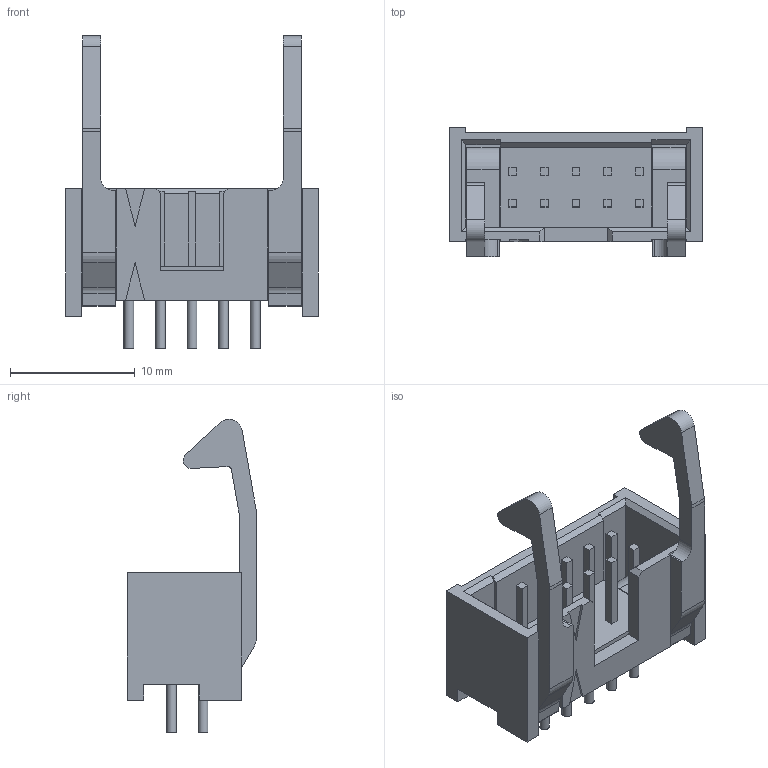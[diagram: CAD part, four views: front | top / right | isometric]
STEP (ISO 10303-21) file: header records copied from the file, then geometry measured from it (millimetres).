
FILE_DESCRIPTION(/* description */ (''),/* implementation_level */ '2;1');
FILE_NAME(/* name */ 'TYCO_2-1761606-3.stp',/* time_stamp */ '2017-08-07T16:03:07+02:00',/* author */ ('jchouvet'),/* organization */ ('Open CASCADE'),/* preprocessor_version */ 'ST-DEVELOPER v16.1',/* originating_system */ 'AutoCAD Mechanical',/* authorisation */ 'Unknown');
FILE_SCHEMA (('AUTOMOTIVE_DESIGN { 1 0 10303 214 3 1 1 }'));
Length unit declared in the file: millimetre
Products named in the file (1): Product
Bounding box: 20.32 x 10.41 x 25.14 mm (x, y, z)
Volume: 982.3 mm3; surface area: 1951.5 mm2
Topology: 23 solids, 23 shells, 220 faces, 526 edges, 348 vertices
Faces by surface type: plane 176, cylinder 44
Full cylindrical faces by diameter (mm): 0.787 x10, 1.499 x2
Entity records: 6301 total; most frequent: CARTESIAN_POINT 1083, DIRECTION 1044, ORIENTED_EDGE 1028, EDGE_CURVE 514, LINE 426, VECTOR 426, VERTEX_POINT 348, AXIS2_PLACEMENT_3D 309
